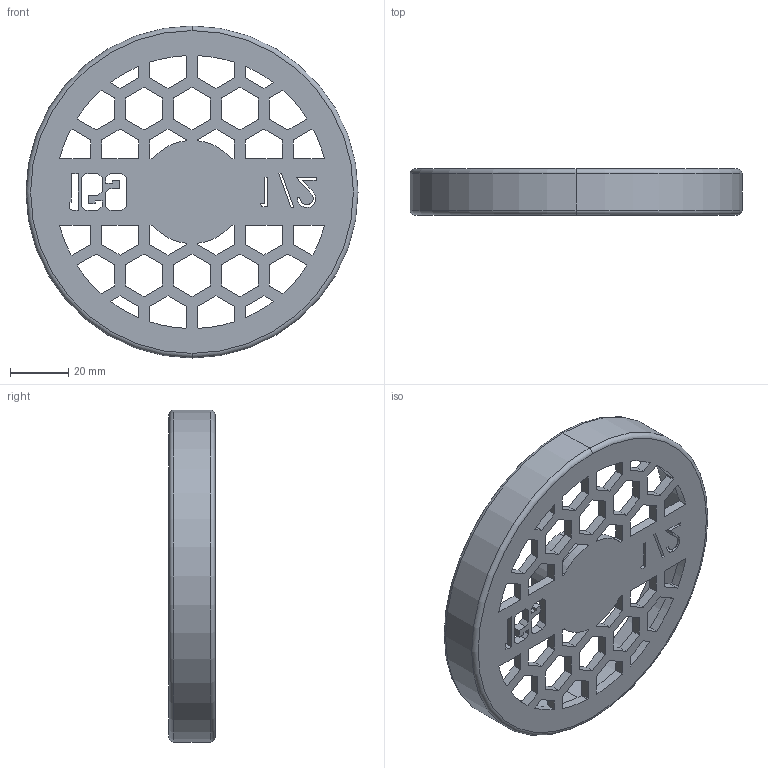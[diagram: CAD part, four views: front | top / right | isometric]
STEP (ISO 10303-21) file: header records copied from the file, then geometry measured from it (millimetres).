
FILE_DESCRIPTION (( 'STEP AP214' ), '1' );
FILE_NAME ('4in_0.500.STEP', '2021-05-01T17:05:38', ( '' ), ( '' ), 'SwSTEP 2.0', 'SolidWorks 2019', '' );
FILE_SCHEMA (( 'AUTOMOTIVE_DESIGN' ));
Length unit declared in the file: inch
Products named in the file (1): 4in_0.500
Bounding box: 114.3 x 15.88 x 114.3 mm (x, y, z)
Volume: 57641.1 mm3; surface area: 29136.4 mm2
Topology: 1 solids, 1 shells, 237 faces, 695 edges, 462 vertices
Faces by surface type: plane 201, cylinder 26, bspline 6, torus 4
Entity records: 8305 total; most frequent: CARTESIAN_POINT 1801, ORIENTED_EDGE 1390, DIRECTION 1207, EDGE_CURVE 695, LINE 623, VECTOR 623, VERTEX_POINT 462, EDGE_LOOP 311
